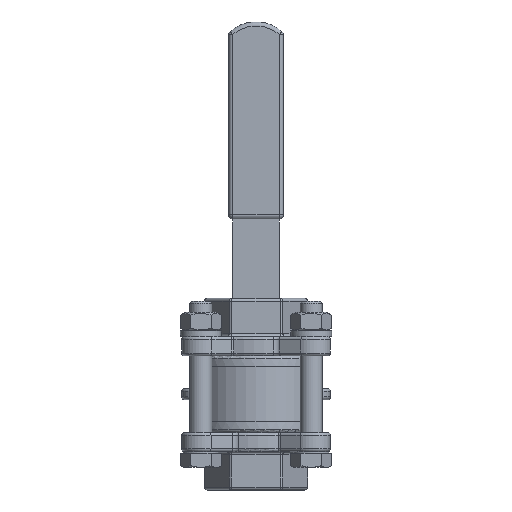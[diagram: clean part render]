
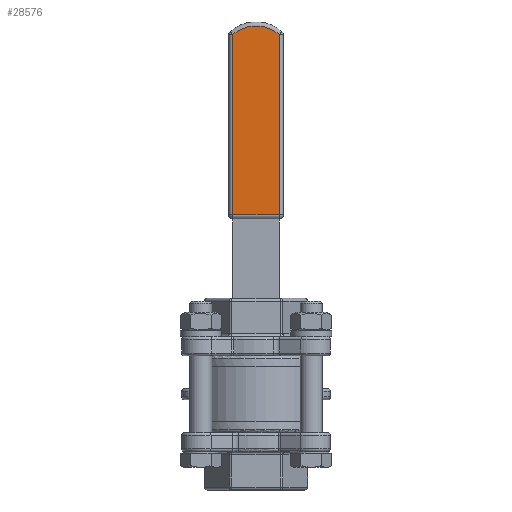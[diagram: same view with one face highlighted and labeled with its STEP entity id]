
A CAD part, front view. The second image highlights one B-rep face of the part: STEP entity #28576.
In plain terms, the highlighted planar face has unit normal (0, -1, 0).
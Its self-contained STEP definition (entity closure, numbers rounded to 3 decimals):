
#3791=FACE_OUTER_BOUND('',#5528,.T.);
#5528=EDGE_LOOP('',(#24476,#24477,#24478,#24479));
#7560=LINE('',#52790,#9570);
#7561=LINE('',#52792,#9571);
#7562=LINE('',#52793,#9572);
#9570=VECTOR('',#36480,65.836);
#9571=VECTOR('',#36481,17.);
#9572=VECTOR('',#36482,65.836);
#10389=CIRCLE('',#30550,13.);
#12900=VERTEX_POINT('',#52786);
#12901=VERTEX_POINT('',#52787);
#12902=VERTEX_POINT('',#52789);
#12903=VERTEX_POINT('',#52791);
#16825=EDGE_CURVE('',#12900,#12901,#10389,.T.);
#16826=EDGE_CURVE('',#12902,#12900,#7560,.T.);
#16827=EDGE_CURVE('',#12903,#12902,#7561,.T.);
#16828=EDGE_CURVE('',#12901,#12903,#7562,.T.);
#24476=ORIENTED_EDGE('',*,*,#16825,.F.);
#24477=ORIENTED_EDGE('',*,*,#16826,.F.);
#24478=ORIENTED_EDGE('',*,*,#16827,.F.);
#24479=ORIENTED_EDGE('',*,*,#16828,.F.);
#25424=PLANE('',#30549);
#28576=ADVANCED_FACE('',(#3791),#25424,.F.);
#30549=AXIS2_PLACEMENT_3D('',#52785,#36476,#36477);
#30550=AXIS2_PLACEMENT_3D('',#52788,#36478,#36479);
#36476=DIRECTION('center_axis',(0.,1.,0.));
#36477=DIRECTION('ref_axis',(0.,0.,1.));
#36478=DIRECTION('center_axis',(0.,1.,0.));
#36479=DIRECTION('ref_axis',(0.,0.,
1.));
#36480=DIRECTION('',(0.,0.,1.));
#36481=DIRECTION('',(-1.,0.,0.));
#36482=DIRECTION('',(0.,0.,-1.));
#52785=CARTESIAN_POINT('Origin',(0.,62.,97.574));
#52786=CARTESIAN_POINT('',(-8.5,62.,131.336));
#52787=CARTESIAN_POINT('',(8.5,62.,131.336));
#52788=CARTESIAN_POINT('Origin',(0.,62.,121.5));
#52789=CARTESIAN_POINT('',(-8.5,62.,65.5));
#52790=CARTESIAN_POINT('',(-8.5,62.,80.787));
#52791=CARTESIAN_POINT('',(8.5,62.,65.5));
#52792=CARTESIAN_POINT('',(5.,62.,65.5));
#52793=CARTESIAN_POINT('',(8.5,62.,114.787));
